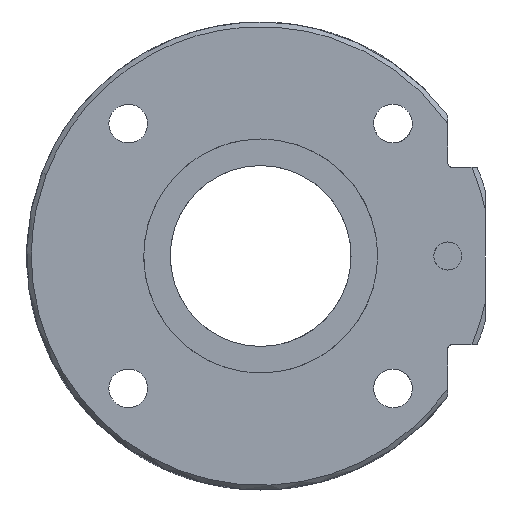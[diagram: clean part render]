
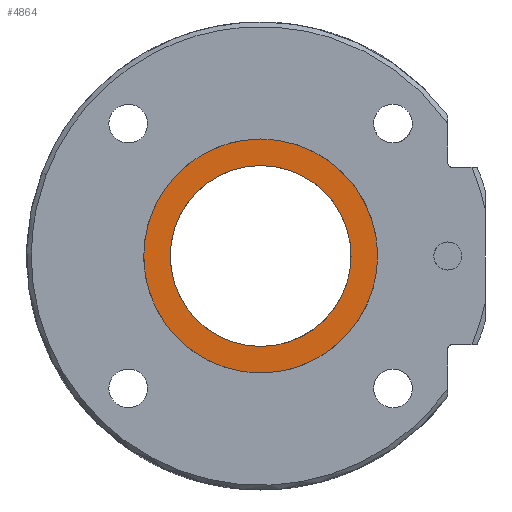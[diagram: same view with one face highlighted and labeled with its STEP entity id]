
A CAD part, front view. The second image highlights one B-rep face of the part: STEP entity #4864.
In plain terms, the highlighted planar face has unit normal (0, 1, 0).
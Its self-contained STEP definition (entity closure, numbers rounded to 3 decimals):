
#4509=CARTESIAN_POINT('Vertex',(1.955,18.6,-12.346)) ;
#4513=CARTESIAN_POINT('Control Point',(1.955,18.6,-12.346)) ;
#4514=CARTESIAN_POINT('Control Point',(3.798,18.6,-12.054)) ;
#4515=CARTESIAN_POINT('Control Point',(5.586,18.6,-11.419)) ;
#4516=CARTESIAN_POINT('Control Point',(7.234,18.6,-10.453)) ;
#4517=CARTESIAN_POINT('Control Point',(10.09,18.6,-7.954)) ;
#4518=CARTESIAN_POINT('Control Point',(11.853,18.6,-4.594)) ;
#4519=CARTESIAN_POINT('Control Point',(12.407,18.6,-2.766)) ;
#4520=CARTESIAN_POINT('Control Point',(12.808,18.6,1.008)) ;
#4521=CARTESIAN_POINT('Control Point',(11.822,18.6,4.673)) ;
#4522=CARTESIAN_POINT('Control Point',(10.988,18.6,6.391)) ;
#4523=CARTESIAN_POINT('Control Point',(8.721,18.6,9.435)) ;
#4524=CARTESIAN_POINT('Control Point',(5.509,18.6,11.456)) ;
#4525=CARTESIAN_POINT('Control Point',(3.731,18.6,12.152)) ;
#4526=CARTESIAN_POINT('Control Point',(1.865,18.6,12.5)) ;
#4527=CARTESIAN_POINT('Control Point',(0.,18.6,12.5)) ;
#4528=CARTESIAN_POINT('Vertex',(0.,18.6,12.5)) ;
#4552=CARTESIAN_POINT('Vertex',(0.,18.6,-12.5)) ;
#4556=CARTESIAN_POINT('Control Point',(0.,18.6,-12.5)) ;
#4557=CARTESIAN_POINT('Control Point',(0.654,18.6,-12.5)) ;
#4558=CARTESIAN_POINT('Control Point',(1.309,18.6,-12.448)) ;
#4559=CARTESIAN_POINT('Control Point',(1.955,18.6,-12.346)) ;
#4577=CARTESIAN_POINT('Vertex',(-1.955,18.6,12.346)) ;
#4581=CARTESIAN_POINT('Control Point',(-1.955,18.6,12.346)) ;
#4582=CARTESIAN_POINT('Control Point',(-3.798,18.6,12.054)) ;
#4583=CARTESIAN_POINT('Control Point',(-5.586,18.6,11.419)) ;
#4584=CARTESIAN_POINT('Control Point',(-7.234,18.6,10.453)) ;
#4585=CARTESIAN_POINT('Control Point',(-10.09,18.6,7.954)) ;
#4586=CARTESIAN_POINT('Control Point',(-11.853,18.6,4.594)) ;
#4587=CARTESIAN_POINT('Control Point',(-12.407,18.6,2.766)) ;
#4588=CARTESIAN_POINT('Control Point',(-12.808,18.6,-1.008)) ;
#4589=CARTESIAN_POINT('Control Point',(-11.822,18.6,-4.673)) ;
#4590=CARTESIAN_POINT('Control Point',(-10.988,18.6,-6.391)) ;
#4591=CARTESIAN_POINT('Control Point',(-8.721,18.6,-9.435)) ;
#4592=CARTESIAN_POINT('Control Point',(-5.509,18.6,-11.456)) ;
#4593=CARTESIAN_POINT('Control Point',(-3.731,18.6,-12.152)) ;
#4594=CARTESIAN_POINT('Control Point',(-1.865,18.6,-12.5)) ;
#4595=CARTESIAN_POINT('Control Point',(0.,18.6,-12.5)) ;
#4610=CARTESIAN_POINT('Control Point',(0.,18.6,12.5)) ;
#4611=CARTESIAN_POINT('Control Point',(-0.654,18.6,12.5)) ;
#4612=CARTESIAN_POINT('Control Point',(-1.309,18.6,12.448)) ;
#4613=CARTESIAN_POINT('Control Point',(-1.955,18.6,12.346)) ;
#4771=CARTESIAN_POINT('Axis2P3D Location',(9.66,18.6,0.)) ;
#4783=CARTESIAN_POINT('Control Point',(-1.511,18.6,9.541)) ;
#4784=CARTESIAN_POINT('Control Point',(-1.211,18.6,9.589)) ;
#4785=CARTESIAN_POINT('Control Point',(-0.91,18.6,9.624)) ;
#4786=CARTESIAN_POINT('Control Point',(-0.607,18.6,9.648)) ;
#4787=CARTESIAN_POINT('Control Point',(-0.303,18.6,9.66)) ;
#4788=CARTESIAN_POINT('Control Point',(0.,18.6,9.66)) ;
#4789=CARTESIAN_POINT('Vertex',(0.,18.6,9.66)) ;
#4791=CARTESIAN_POINT('Vertex',(-1.511,18.6,9.541)) ;
#4795=CARTESIAN_POINT('Control Point',(0.,18.6,-9.66)) ;
#4796=CARTESIAN_POINT('Control Point',(-0.914,18.6,-9.66)) ;
#4797=CARTESIAN_POINT('Control Point',(-1.827,18.6,-9.552)) ;
#4798=CARTESIAN_POINT('Control Point',(-2.724,18.6,-9.336)) ;
#4799=CARTESIAN_POINT('Control Point',(-4.449,18.6,-8.696)) ;
#4800=CARTESIAN_POINT('Control Point',(-5.977,18.6,-7.672)) ;
#4801=CARTESIAN_POINT('Control Point',(-6.677,18.6,-7.071)) ;
#4802=CARTESIAN_POINT('Control Point',(-7.921,18.6,-5.716)) ;
#4803=CARTESIAN_POINT('Control Point',(-8.815,18.6,-4.108)) ;
#4804=CARTESIAN_POINT('Control Point',(-9.165,18.6,-3.254)) ;
#4805=CARTESIAN_POINT('Control Point',(-9.655,18.6,-1.481)) ;
#4806=CARTESIAN_POINT('Control Point',(-9.719,18.6,0.358)) ;
#4807=CARTESIAN_POINT('Control Point',(-9.641,18.6,1.277)) ;
#4808=CARTESIAN_POINT('Control Point',(-9.27,18.6,3.079)) ;
#4809=CARTESIAN_POINT('Control Point',(-8.489,18.6,4.745)) ;
#4810=CARTESIAN_POINT('Control Point',(-8.002,18.6,5.528)) ;
#4811=CARTESIAN_POINT('Control Point',(-6.851,18.6,6.963)) ;
#4812=CARTESIAN_POINT('Control Point',(-5.397,18.6,8.09)) ;
#4813=CARTESIAN_POINT('Control Point',(-4.606,18.6,8.565)) ;
#4814=CARTESIAN_POINT('Control Point',(-3.505,18.6,9.06)) ;
#4815=CARTESIAN_POINT('Control Point',(-2.349,18.6,9.377)) ;
#4816=CARTESIAN_POINT('Control Point',(-2.072,18.6,9.442)) ;
#4817=CARTESIAN_POINT('Control Point',(-1.792,18.6,9.497)) ;
#4818=CARTESIAN_POINT('Control Point',(-1.511,18.6,9.541)) ;
#4819=CARTESIAN_POINT('Vertex',(0.,18.6,-9.66)) ;
#4823=CARTESIAN_POINT('Control Point',(1.511,18.6,-9.541)) ;
#4824=CARTESIAN_POINT('Control Point',(1.211,18.6,-9.589)) ;
#4825=CARTESIAN_POINT('Control Point',(0.91,18.6,-9.624)) ;
#4826=CARTESIAN_POINT('Control Point',(0.607,18.6,-9.648)) ;
#4827=CARTESIAN_POINT('Control Point',(0.303,18.6,-9.66)) ;
#4828=CARTESIAN_POINT('Control Point',(0.,18.6,-9.66)) ;
#4829=CARTESIAN_POINT('Vertex',(1.511,18.6,-9.541)) ;
#4833=CARTESIAN_POINT('Control Point',(0.,18.6,9.66)) ;
#4834=CARTESIAN_POINT('Control Point',(0.914,18.6,9.66)) ;
#4835=CARTESIAN_POINT('Control Point',(1.827,18.6,9.552)) ;
#4836=CARTESIAN_POINT('Control Point',(2.724,18.6,9.336)) ;
#4837=CARTESIAN_POINT('Control Point',(4.449,18.6,8.696)) ;
#4838=CARTESIAN_POINT('Control Point',(5.977,18.6,7.672)) ;
#4839=CARTESIAN_POINT('Control Point',(6.677,18.6,7.071)) ;
#4840=CARTESIAN_POINT('Control Point',(7.921,18.6,5.716)) ;
#4841=CARTESIAN_POINT('Control Point',(8.815,18.6,4.108)) ;
#4842=CARTESIAN_POINT('Control Point',(9.165,18.6,3.254)) ;
#4843=CARTESIAN_POINT('Control Point',(9.655,18.6,1.481)) ;
#4844=CARTESIAN_POINT('Control Point',(9.719,18.6,-0.358)) ;
#4845=CARTESIAN_POINT('Control Point',(9.641,18.6,-1.277)) ;
#4846=CARTESIAN_POINT('Control Point',(9.27,18.6,-3.079)) ;
#4847=CARTESIAN_POINT('Control Point',(8.489,18.6,-4.745)) ;
#4848=CARTESIAN_POINT('Control Point',(8.002,18.6,-5.528)) ;
#4849=CARTESIAN_POINT('Control Point',(6.851,18.6,-6.963)) ;
#4850=CARTESIAN_POINT('Control Point',(5.397,18.6,-8.09)) ;
#4851=CARTESIAN_POINT('Control Point',(4.606,18.6,-8.565)) ;
#4852=CARTESIAN_POINT('Control Point',(3.505,18.6,-9.06)) ;
#4853=CARTESIAN_POINT('Control Point',(2.349,18.6,-9.377)) ;
#4854=CARTESIAN_POINT('Control Point',(2.072,18.6,-9.442)) ;
#4855=CARTESIAN_POINT('Control Point',(1.792,18.6,-9.497)) ;
#4856=CARTESIAN_POINT('Control Point',(1.511,18.6,-9.541)) ;
#4772=DIRECTION('Axis2P3D Direction',(0.,-1.,0.)) ;
#4773=DIRECTION('Axis2P3D XDirection',(0.,0.,-1.)) ;
#4774=AXIS2_PLACEMENT_3D('Plane Axis2P3D',#4771,#4772,#4773) ;
#4777=ORIENTED_EDGE('',*,*,#4596,.F.) ;
#4778=ORIENTED_EDGE('',*,*,#4614,.F.) ;
#4779=ORIENTED_EDGE('',*,*,#4530,.F.) ;
#4780=ORIENTED_EDGE('',*,*,#4560,.F.) ;
#4859=ORIENTED_EDGE('',*,*,#4793,.T.) ;
#4860=ORIENTED_EDGE('',*,*,#4821,.T.) ;
#4861=ORIENTED_EDGE('',*,*,#4831,.T.) ;
#4862=ORIENTED_EDGE('',*,*,#4857,.T.) ;
#4863=FACE_BOUND('',#4858,.T.) ;
#4864=ADVANCED_FACE('Closed Shell',(#4781,#4863),#4775,.F.) ;
#4512=B_SPLINE_CURVE_WITH_KNOTS('',5,(#4513,#4514,#4515,#4516,#4517,#4518,#4519,#4520,#4521,#4522,#4523,#4524,#4525,#4526,#4527),.UNSPECIFIED.,.F.,.U.,(6,3,3,3,6),(-18.653,-9.327,0.,9.327,18.653),.UNSPECIFIED.) ;
#4555=B_SPLINE_CURVE_WITH_KNOTS('',3,(#4556,#4557,#4558,#4559),.UNSPECIFIED.,.F.,.U.,(4,4),(-0.982,0.982),.UNSPECIFIED.) ;
#4580=B_SPLINE_CURVE_WITH_KNOTS('',5,(#4581,#4582,#4583,#4584,#4585,#4586,#4587,#4588,#4589,#4590,#4591,#4592,#4593,#4594,#4595),.UNSPECIFIED.,.F.,.U.,(6,3,3,3,6),(-18.653,-9.327,0.,9.327,18.653),.UNSPECIFIED.) ;
#4609=B_SPLINE_CURVE_WITH_KNOTS('',3,(#4610,#4611,#4612,#4613),.UNSPECIFIED.,.F.,.U.,(4,4),(-0.982,0.982),.UNSPECIFIED.) ;
#4782=B_SPLINE_CURVE_WITH_KNOTS('',5,(#4783,#4784,#4785,#4786,#4787,#4788),.UNSPECIFIED.,.F.,.U.,(6,6),(40.772,42.918),.UNSPECIFIED.) ;
#4794=B_SPLINE_CURVE_WITH_KNOTS('',5,(#4795,#4796,#4797,#4798,#4799,#4800,#4801,#4802,#4803,#4804,#4805,#4806,#4807,#4808,#4809,#4810,#4811,#4812,#4813,#4814,#4815,#4816,#4817,#4818),.UNSPECIFIED.,.F.,.U.,(6,3,3,3,3,3,3,6),(0.,6.46,12.92,19.38,25.84,32.3,38.759,40.772),.UNSPECIFIED.) ;
#4822=B_SPLINE_CURVE_WITH_KNOTS('',5,(#4823,#4824,#4825,#4826,#4827,#4828),.UNSPECIFIED.,.F.,.U.,(6,6),(40.772,42.918),.UNSPECIFIED.) ;
#4832=B_SPLINE_CURVE_WITH_KNOTS('',5,(#4833,#4834,#4835,#4836,#4837,#4838,#4839,#4840,#4841,#4842,#4843,#4844,#4845,#4846,#4847,#4848,#4849,#4850,#4851,#4852,#4853,#4854,#4855,#4856),.UNSPECIFIED.,.F.,.U.,(6,3,3,3,3,3,3,6),(0.,6.46,12.92,19.38,25.84,32.3,38.759,40.772),.UNSPECIFIED.) ;
#4530=EDGE_CURVE('',#4510,#4529,#4512,.T.) ;
#4560=EDGE_CURVE('',#4553,#4510,#4555,.T.) ;
#4596=EDGE_CURVE('',#4578,#4553,#4580,.T.) ;
#4614=EDGE_CURVE('',#4529,#4578,#4609,.T.) ;
#4793=EDGE_CURVE('',#4790,#4792,#4782,.F.) ;
#4821=EDGE_CURVE('',#4792,#4820,#4794,.F.) ;
#4831=EDGE_CURVE('',#4820,#4830,#4822,.F.) ;
#4857=EDGE_CURVE('',#4830,#4790,#4832,.F.) ;
#4776=EDGE_LOOP('',(#4777,#4778,#4779,#4780)) ;
#4858=EDGE_LOOP('',(#4859,#4860,#4861,#4862)) ;
#4781=FACE_OUTER_BOUND('',#4776,.T.) ;
#4775=PLANE('Plane',#4774) ;
#4510=VERTEX_POINT('',#4509) ;
#4529=VERTEX_POINT('',#4528) ;
#4553=VERTEX_POINT('',#4552) ;
#4578=VERTEX_POINT('',#4577) ;
#4790=VERTEX_POINT('',#4789) ;
#4792=VERTEX_POINT('',#4791) ;
#4820=VERTEX_POINT('',#4819) ;
#4830=VERTEX_POINT('',#4829) ;
